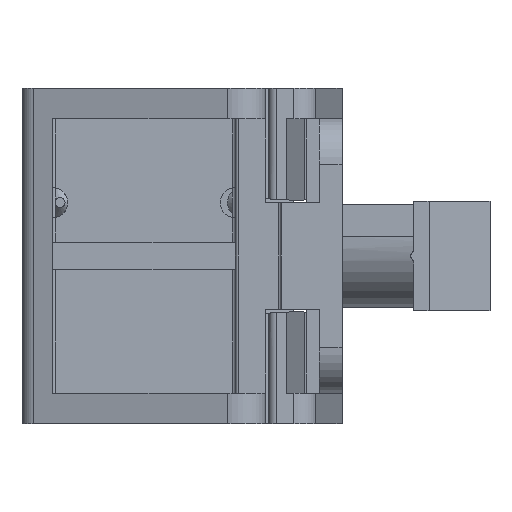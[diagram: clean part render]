
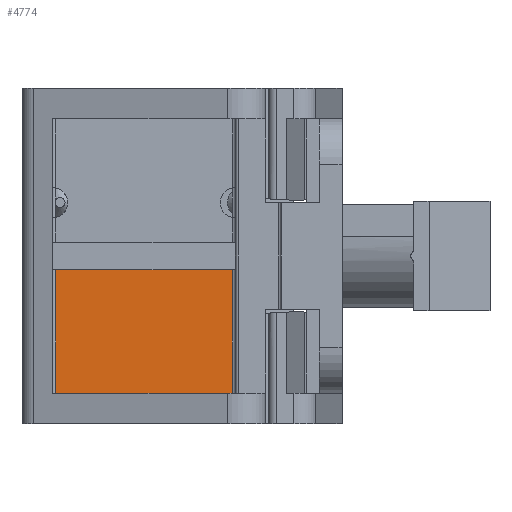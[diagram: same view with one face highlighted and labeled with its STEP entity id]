
A CAD part, left-side view. The second image highlights one B-rep face of the part: STEP entity #4774.
In plain terms, the highlighted planar face has unit normal (-1, 0, 0).
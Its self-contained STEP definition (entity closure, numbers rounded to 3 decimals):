
#1145=ORIENTED_EDGE('',*,*,#2066,.F.);
#1146=ORIENTED_EDGE('',*,*,#2074,.T.);
#1147=ORIENTED_EDGE('',*,*,#2075,.T.);
#1148=ORIENTED_EDGE('',*,*,#2076,.F.);
#2066=EDGE_CURVE('',#2607,#2608,#3096,.T.);
#2074=EDGE_CURVE('',#2607,#2613,#3101,.T.);
#2075=EDGE_CURVE('',#2613,#2614,#3102,.T.);
#2076=EDGE_CURVE('',#2608,#2614,#3103,.T.);
#2607=VERTEX_POINT('',#7629);
#2608=VERTEX_POINT('',#7631);
#2613=VERTEX_POINT('',#7646);
#2614=VERTEX_POINT('',#7648);
#3096=LINE('',#7630,#3636);
#3101=LINE('',#7645,#3641);
#3102=LINE('',#7647,#3642);
#3103=LINE('',#7649,#3643);
#3636=VECTOR('',#6239,1000.);
#3641=VECTOR('',#6254,1000.);
#3642=VECTOR('',#6255,1000.);
#3643=VECTOR('',#6256,1000.);
#4020=EDGE_LOOP('',(#1145,#1146,#1147,#1148));
#4320=FACE_BOUND('',#4020,.T.);
#4530=PLANE('',#5199);
#4774=ADVANCED_FACE('',(#4320),#4530,.T.);
#5199=AXIS2_PLACEMENT_3D('',#7644,#6252,#6253);
#6239=DIRECTION('',(0.,0.,-1.));
#6252=DIRECTION('',(-1.,0.,0.));
#6253=DIRECTION('',(0.,0.,1.));
#6254=DIRECTION('',(0.,1.,0.));
#6255=DIRECTION('',(0.,0.,-1.));
#6256=DIRECTION('',(0.,1.,0.));
#7629=CARTESIAN_POINT('',(9.5,2.2,-0.9));
#7630=CARTESIAN_POINT('',(9.5,2.2,9.));
#7631=CARTESIAN_POINT('',(9.5,2.2,-9.));
#7644=CARTESIAN_POINT('',(9.5,2.2,9.));
#7645=CARTESIAN_POINT('',(9.5,2.,-0.9));
#7646=CARTESIAN_POINT('',(9.5,13.8,-0.9));
#7647=CARTESIAN_POINT('',(9.5,13.8,9.));
#7648=CARTESIAN_POINT('',(9.5,13.8,-9.));
#7649=CARTESIAN_POINT('',(9.5,2.2,-9.));
